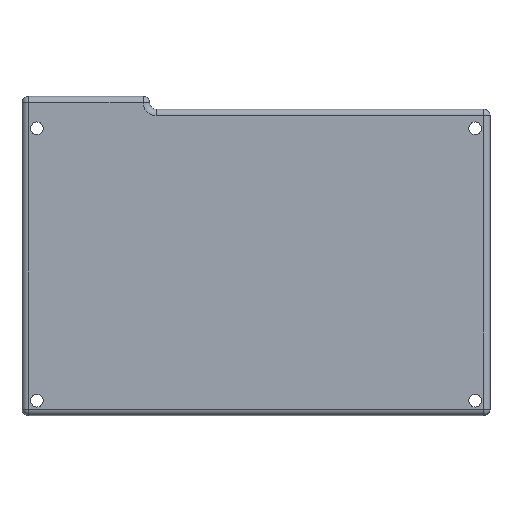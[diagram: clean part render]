
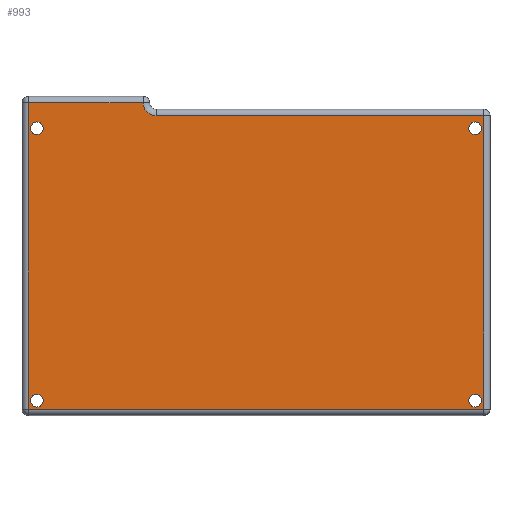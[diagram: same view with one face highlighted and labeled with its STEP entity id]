
A CAD part, top view. The second image highlights one B-rep face of the part: STEP entity #993.
In plain terms, the highlighted planar face has unit normal (0, 0, 1).
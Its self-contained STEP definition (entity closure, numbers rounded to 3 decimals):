
#35 = EDGE_CURVE ( 'NONE', #419, #807, #1257, .T. ) ;
#37 = EDGE_CURVE ( 'NONE', #938, #687, #494, .T. ) ;
#63 = VERTEX_POINT ( 'NONE', #872 ) ;
#73 = CARTESIAN_POINT ( 'NONE',  ( 0., 37.5, 3. ) ) ;
#107 = DIRECTION ( 'NONE',  ( 1., 0., 0. ) ) ;
#116 = DIRECTION ( 'NONE',  ( 1., 0., 0. ) ) ;
#127 = AXIS2_PLACEMENT_3D ( 'NONE', #1143, #609, #502 ) ;
#147 = DIRECTION ( 'NONE',  ( 1., 0., 0. ) ) ;
#161 = CARTESIAN_POINT ( 'NONE',  ( 53.5, 0., 3. ) ) ;
#162 = CARTESIAN_POINT ( 'NONE',  ( 51.5, -32.5, 3. ) ) ;
#174 = LINE ( 'NONE', #1174, #1309 ) ;
#178 = CARTESIAN_POINT ( 'NONE',  ( -53., 31.5, 3. ) ) ;
#179 = CIRCLE ( 'NONE', #970, 1.5 ) ;
#180 = CARTESIAN_POINT ( 'NONE',  ( -53.5, 0., 3. ) ) ;
#186 = CARTESIAN_POINT ( 'NONE',  ( -53.5, -34.5, 3. ) ) ;
#203 = VERTEX_POINT ( 'NONE', #1005 ) ;
#216 = DIRECTION ( 'NONE',  ( -1., 0., 0. ) ) ;
#227 = CARTESIAN_POINT ( 'NONE',  ( 51.5, 31.5, 3. ) ) ;
#241 = VERTEX_POINT ( 'NONE', #1395 ) ;
#249 = CIRCLE ( 'NONE', #431, 1.5 ) ;
#269 = CIRCLE ( 'NONE', #448, 1.5 ) ;
#273 = VERTEX_POINT ( 'NONE', #925 ) ;
#274 = DIRECTION ( 'NONE',  ( 0., 0., 1. ) ) ;
#277 = EDGE_CURVE ( 'NONE', #1149, #419, #174, .T. ) ;
#281 = DIRECTION ( 'NONE',  ( 1., 0., 0. ) ) ;
#282 = VECTOR ( 'NONE', #1319, 1000. ) ;
#285 = ORIENTED_EDGE ( 'NONE', *, *, #35, .T. ) ;
#296 = CARTESIAN_POINT ( 'NONE',  ( -51.5, -32.5, 3. ) ) ;
#302 = CARTESIAN_POINT ( 'NONE',  ( 53., 31.5, 3. ) ) ;
#316 = ORIENTED_EDGE ( 'NONE', *, *, #639, .T. ) ;
#333 = AXIS2_PLACEMENT_3D ( 'NONE', #685, #274, #1121 ) ;
#343 = EDGE_LOOP ( 'NONE', ( #383, #488 ) ) ;
#360 = DIRECTION ( 'NONE',  ( 0., 0., 1. ) ) ;
#368 = FACE_OUTER_BOUND ( 'NONE', #957, .T. ) ;
#370 = ORIENTED_EDGE ( 'NONE', *, *, #277, .T. ) ;
#383 = ORIENTED_EDGE ( 'NONE', *, *, #1287, .F. ) ;
#396 = ORIENTED_EDGE ( 'NONE', *, *, #1231, .F. ) ;
#419 = VERTEX_POINT ( 'NONE', #989 ) ;
#427 = ORIENTED_EDGE ( 'NONE', *, *, #1077, .F. ) ;
#431 = AXIS2_PLACEMENT_3D ( 'NONE', #1305, #545, #116 ) ;
#434 = CARTESIAN_POINT ( 'NONE',  ( -51.5, 31.5, 3. ) ) ;
#446 = EDGE_LOOP ( 'NONE', ( #897, #427 ) ) ;
#448 = AXIS2_PLACEMENT_3D ( 'NONE', #864, #1304, #755 ) ;
#449 = LINE ( 'NONE', #458, #282 ) ;
#458 = CARTESIAN_POINT ( 'NONE',  ( 0., 34.5, 3. ) ) ;
#488 = ORIENTED_EDGE ( 'NONE', *, *, #1029, .F. ) ;
#494 = CIRCLE ( 'NONE', #946, 1.5 ) ;
#499 = ORIENTED_EDGE ( 'NONE', *, *, #675, .T. ) ;
#502 = DIRECTION ( 'NONE',  ( -1., 0., 0. ) ) ;
#510 = DIRECTION ( 'NONE',  ( -1., 0., 0. ) ) ;
#523 = VERTEX_POINT ( 'NONE', #1218 ) ;
#526 = DIRECTION ( 'NONE',  ( 0., 0., 1. ) ) ;
#544 = DIRECTION ( 'NONE',  ( 1., 0., 0. ) ) ;
#545 = DIRECTION ( 'NONE',  ( 0., 0., 1. ) ) ;
#547 = EDGE_CURVE ( 'NONE', #1259, #708, #869, .T. ) ;
#609 = DIRECTION ( 'NONE',  ( 0., 0., -1. ) ) ;
#611 = LINE ( 'NONE', #73, #1282 ) ;
#624 = AXIS2_PLACEMENT_3D ( 'NONE', #227, #360, #147 ) ;
#626 = ORIENTED_EDGE ( 'NONE', *, *, #895, .F. ) ;
#639 = EDGE_CURVE ( 'NONE', #203, #1149, #1130, .T. ) ;
#642 = CARTESIAN_POINT ( 'NONE',  ( -53., -32.5, 3. ) ) ;
#675 = EDGE_CURVE ( 'NONE', #241, #203, #611, .T. ) ;
#685 = CARTESIAN_POINT ( 'NONE',  ( 51.5, 31.5, 3. ) ) ;
#687 = VERTEX_POINT ( 'NONE', #642 ) ;
#695 = FACE_BOUND ( 'NONE', #446, .T. ) ;
#708 = VERTEX_POINT ( 'NONE', #852 ) ;
#710 = CIRCLE ( 'NONE', #847, 1.5 ) ;
#712 = FACE_BOUND ( 'NONE', #1244, .T. ) ;
#734 = CIRCLE ( 'NONE', #1404, 1.5 ) ;
#735 = EDGE_CURVE ( 'NONE', #687, #938, #734, .T. ) ;
#755 = DIRECTION ( 'NONE',  ( 1., 0., 0. ) ) ;
#756 = CARTESIAN_POINT ( 'NONE',  ( -23.5, 37.5, 3. ) ) ;
#804 = DIRECTION ( 'NONE',  ( 0., 0., 1. ) ) ;
#807 = VERTEX_POINT ( 'NONE', #1300 ) ;
#809 = EDGE_CURVE ( 'NONE', #241, #523, #1054, .T. ) ;
#847 = AXIS2_PLACEMENT_3D ( 'NONE', #434, #1074, #544 ) ;
#852 = CARTESIAN_POINT ( 'NONE',  ( 50., 31.5, 3. ) ) ;
#862 = ORIENTED_EDGE ( 'NONE', *, *, #37, .F. ) ;
#864 = CARTESIAN_POINT ( 'NONE',  ( 51.5, -32.5, 3. ) ) ;
#869 = CIRCLE ( 'NONE', #624, 1.5 ) ;
#871 = VERTEX_POINT ( 'NONE', #1114 ) ;
#872 = CARTESIAN_POINT ( 'NONE',  ( 50., -32.5, 3. ) ) ;
#895 = EDGE_CURVE ( 'NONE', #871, #977, #249, .T. ) ;
#897 = ORIENTED_EDGE ( 'NONE', *, *, #547, .F. ) ;
#925 = CARTESIAN_POINT ( 'NONE',  ( 53., -32.5, 3. ) ) ;
#931 = DIRECTION ( 'NONE',  ( 0., -1., 0. ) ) ;
#937 = DIRECTION ( 'NONE',  ( 1., 0., 0. ) ) ;
#938 = VERTEX_POINT ( 'NONE', #1004 ) ;
#946 = AXIS2_PLACEMENT_3D ( 'NONE', #1031, #804, #281 ) ;
#957 = EDGE_LOOP ( 'NONE', ( #370, #285, #1318, #1154, #499, #316 ) ) ;
#970 = AXIS2_PLACEMENT_3D ( 'NONE', #162, #1041, #937 ) ;
#977 = VERTEX_POINT ( 'NONE', #178 ) ;
#981 = AXIS2_PLACEMENT_3D ( 'NONE', #756, #1187, #216 ) ;
#989 = CARTESIAN_POINT ( 'NONE',  ( 53.5, -34.5, 3. ) ) ;
#993 = ADVANCED_FACE ( 'NONE', ( #712, #1024, #695, #1347, #368 ), #1050, .F. ) ;
#1004 = CARTESIAN_POINT ( 'NONE',  ( -50., -32.5, 3. ) ) ;
#1005 = CARTESIAN_POINT ( 'NONE',  ( -53.5, 37.5, 3. ) ) ;
#1017 = CIRCLE ( 'NONE', #333, 1.5 ) ;
#1024 = FACE_BOUND ( 'NONE', #343, .T. ) ;
#1029 = EDGE_CURVE ( 'NONE', #63, #273, #179, .T. ) ;
#1031 = CARTESIAN_POINT ( 'NONE',  ( -51.5, -32.5, 3. ) ) ;
#1041 = DIRECTION ( 'NONE',  ( 0., 0., 1. ) ) ;
#1050 = PLANE ( 'NONE',  #127 ) ;
#1054 = CIRCLE ( 'NONE', #981, 3. ) ;
#1069 = DIRECTION ( 'NONE',  ( 1., 0., 0. ) ) ;
#1074 = DIRECTION ( 'NONE',  ( 0., 0., 1. ) ) ;
#1077 = EDGE_CURVE ( 'NONE', #708, #1259, #1017, .T. ) ;
#1114 = CARTESIAN_POINT ( 'NONE',  ( -50., 31.5, 3. ) ) ;
#1121 = DIRECTION ( 'NONE',  ( 1., 0., 0. ) ) ;
#1130 = LINE ( 'NONE', #180, #1350 ) ;
#1143 = CARTESIAN_POINT ( 'NONE',  ( 0., 0., 3. ) ) ;
#1149 = VERTEX_POINT ( 'NONE', #186 ) ;
#1154 = ORIENTED_EDGE ( 'NONE', *, *, #809, .F. ) ;
#1174 = CARTESIAN_POINT ( 'NONE',  ( 0., -34.5, 3. ) ) ;
#1187 = DIRECTION ( 'NONE',  ( 0., 0., 1. ) ) ;
#1192 = VECTOR ( 'NONE', #1354, 1000. ) ;
#1218 = CARTESIAN_POINT ( 'NONE',  ( -23.5, 34.5, 3. ) ) ;
#1231 = EDGE_CURVE ( 'NONE', #977, #871, #710, .T. ) ;
#1244 = EDGE_LOOP ( 'NONE', ( #862, #1337 ) ) ;
#1257 = LINE ( 'NONE', #161, #1192 ) ;
#1259 = VERTEX_POINT ( 'NONE', #302 ) ;
#1282 = VECTOR ( 'NONE', #510, 1000. ) ;
#1287 = EDGE_CURVE ( 'NONE', #273, #63, #269, .T. ) ;
#1292 = EDGE_LOOP ( 'NONE', ( #626, #396 ) ) ;
#1300 = CARTESIAN_POINT ( 'NONE',  ( 53.5, 34.5, 3. ) ) ;
#1304 = DIRECTION ( 'NONE',  ( 0., 0., 1. ) ) ;
#1305 = CARTESIAN_POINT ( 'NONE',  ( -51.5, 31.5, 3. ) ) ;
#1309 = VECTOR ( 'NONE', #107, 1000. ) ;
#1318 = ORIENTED_EDGE ( 'NONE', *, *, #1389, .T. ) ;
#1319 = DIRECTION ( 'NONE',  ( -1., 0., 0. ) ) ;
#1337 = ORIENTED_EDGE ( 'NONE', *, *, #735, .F. ) ;
#1347 = FACE_BOUND ( 'NONE', #1292, .T. ) ;
#1350 = VECTOR ( 'NONE', #931, 1000. ) ;
#1354 = DIRECTION ( 'NONE',  ( 0., 1., 0. ) ) ;
#1389 = EDGE_CURVE ( 'NONE', #807, #523, #449, .T. ) ;
#1395 = CARTESIAN_POINT ( 'NONE',  ( -26.5, 37.5, 3. ) ) ;
#1404 = AXIS2_PLACEMENT_3D ( 'NONE', #296, #526, #1069 ) ;
